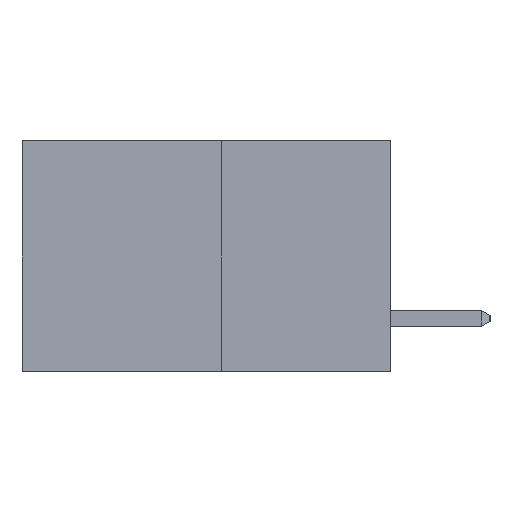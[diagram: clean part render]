
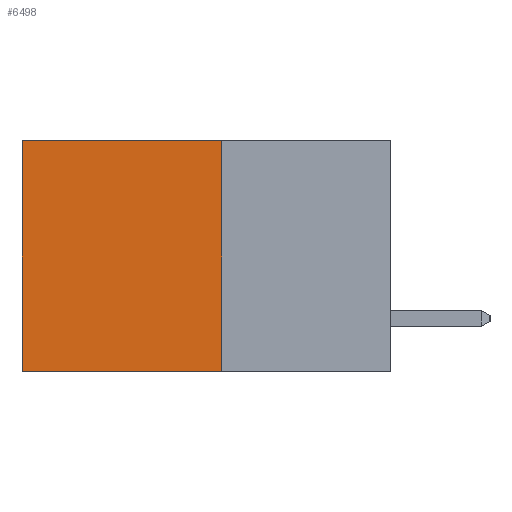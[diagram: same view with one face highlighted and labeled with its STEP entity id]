
A CAD part, left-side view. The second image highlights one B-rep face of the part: STEP entity #6498.
In plain terms, the highlighted planar face has unit normal (-1, 0, 0).
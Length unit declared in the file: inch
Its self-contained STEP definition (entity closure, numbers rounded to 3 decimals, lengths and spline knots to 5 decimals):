
#298 = EDGE_CURVE ( 'NONE', #16529, #21619, #6311, .T. ) ;
#859 = LINE ( 'NONE', #31714, #6043 ) ;
#4363 = CARTESIAN_POINT ( 'NONE',  ( 0.277, 0.27, -0.37 ) ) ;
#6043 = VECTOR ( 'NONE', #21464, 39.37008 ) ;
#6311 = LINE ( 'NONE', #11210, #10767 ) ;
#6498 = ADVANCED_FACE ( 'NONE', ( #25105 ), #19859, .F. ) ;
#6908 = DIRECTION ( 'NONE',  ( 1., 0., 0. ) ) ;
#7975 = EDGE_CURVE ( 'NONE', #15302, #16529, #24602, .T. ) ;
#8669 = ORIENTED_EDGE ( 'NONE', *, *, #7975, .F. ) ;
#10767 = VECTOR ( 'NONE', #19920, 39.37008 ) ;
#11210 = CARTESIAN_POINT ( 'NONE',  ( 0.277, 0.27, -0.37 ) ) ;
#11982 = LINE ( 'NONE', #22592, #19722 ) ;
#13998 = CARTESIAN_POINT ( 'NONE',  ( 0.277, 0.59, -0.37 ) ) ;
#14387 = CARTESIAN_POINT ( 'NONE',  ( 0.277, 0.27, 0. ) ) ;
#15302 = VERTEX_POINT ( 'NONE', #14387 ) ;
#16529 = VERTEX_POINT ( 'NONE', #31200 ) ;
#16733 = ORIENTED_EDGE ( 'NONE', *, *, #25373, .T. ) ;
#17753 = VECTOR ( 'NONE', #20227, 39.37008 ) ;
#19722 = VECTOR ( 'NONE', #27594, 39.37008 ) ;
#19859 = PLANE ( 'NONE',  #24229 ) ;
#19920 = DIRECTION ( 'NONE',  ( 0., 1., 0. ) ) ;
#20227 = DIRECTION ( 'NONE',  ( 0., 0., -1. ) ) ;
#20256 = CARTESIAN_POINT ( 'NONE',  ( 0.277, 0.59, 0. ) ) ;
#20997 = ORIENTED_EDGE ( 'NONE', *, *, #298, .F. ) ;
#21464 = DIRECTION ( 'NONE',  ( 0., 1., 0. ) ) ;
#21619 = VERTEX_POINT ( 'NONE', #13998 ) ;
#21820 = EDGE_CURVE ( 'NONE', #25059, #21619, #11982, .T. ) ;
#22045 = ORIENTED_EDGE ( 'NONE', *, *, #21820, .T. ) ;
#22592 = CARTESIAN_POINT ( 'NONE',  ( 0.277, 0.59, -0.37 ) ) ;
#24229 = AXIS2_PLACEMENT_3D ( 'NONE', #4363, #6908, #25002 ) ;
#24602 = LINE ( 'NONE', #32932, #17753 ) ;
#25002 = DIRECTION ( 'NONE',  ( 0., 0., -1. ) ) ;
#25059 = VERTEX_POINT ( 'NONE', #20256 ) ;
#25105 = FACE_OUTER_BOUND ( 'NONE', #29247, .T. ) ;
#25373 = EDGE_CURVE ( 'NONE', #15302, #25059, #859, .T. ) ;
#27594 = DIRECTION ( 'NONE',  ( 0., 0., -1. ) ) ;
#29247 = EDGE_LOOP ( 'NONE', ( #22045, #20997, #8669, #16733 ) ) ;
#31200 = CARTESIAN_POINT ( 'NONE',  ( 0.277, 0.27, -0.37 ) ) ;
#31714 = CARTESIAN_POINT ( 'NONE',  ( 0.277, 0.27, 0. ) ) ;
#32932 = CARTESIAN_POINT ( 'NONE',  ( 0.277, 0.27, -0.37 ) ) ;
